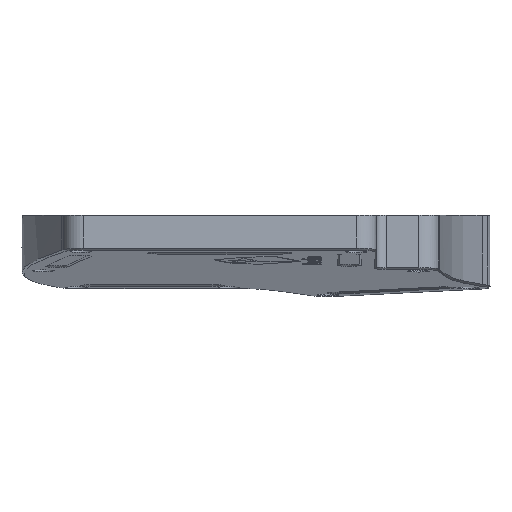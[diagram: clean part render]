
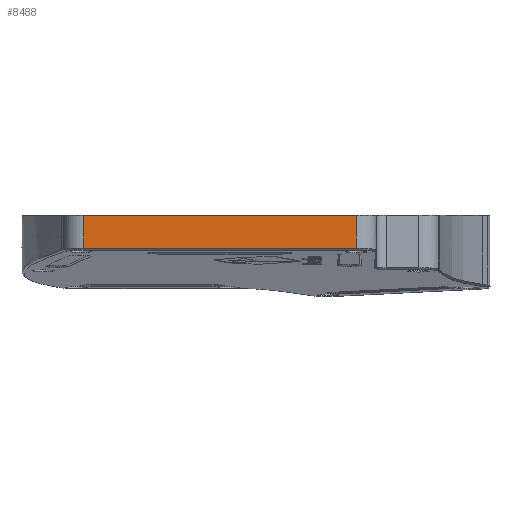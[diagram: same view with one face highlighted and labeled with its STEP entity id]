
A CAD part, left-side view. The second image highlights one B-rep face of the part: STEP entity #8488.
In plain terms, the highlighted planar face has unit normal (-1, 0, 0).
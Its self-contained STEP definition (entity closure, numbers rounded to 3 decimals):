
#655=PLANE('',#8840);
#1011=FACE_OUTER_BOUND('',#1515,.T.);
#1515=EDGE_LOOP('',(#7013,#7014,#7015,#7016));
#2112=LINE('',#14815,#2784);
#2135=LINE('',#15306,#2807);
#2136=LINE('',#15316,#2808);
#2137=LINE('',#15317,#2809);
#2784=VECTOR('',#9803,10.);
#2807=VECTOR('',#9844,10.);
#2808=VECTOR('',#9847,10.);
#2809=VECTOR('',#9848,10.);
#3860=VERTEX_POINT('',#14804);
#3861=VERTEX_POINT('',#14813);
#3893=VERTEX_POINT('',#15305);
#3894=VERTEX_POINT('',#15315);
#4946=EDGE_CURVE('',#3860,#3861,#2112,.T.);
#4996=EDGE_CURVE('',#3893,#3861,#2135,.T.);
#4998=EDGE_CURVE('',#3894,#3860,#2136,.T.);
#4999=EDGE_CURVE('',#3894,#3893,#2137,.T.);
#7013=ORIENTED_EDGE('',*,*,#4946,.F.);
#7014=ORIENTED_EDGE('',*,*,#4998,.F.);
#7015=ORIENTED_EDGE('',*,*,#4999,.T.);
#7016=ORIENTED_EDGE('',*,*,#4996,.T.);
#8488=ADVANCED_FACE('',(#1011),#655,.T.);
#8840=AXIS2_PLACEMENT_3D('',#15314,#9845,#9846);
#9803=DIRECTION('',(0.,1.,0.));
#9844=DIRECTION('',(0.,0.,-1.));
#9845=DIRECTION('center_axis',(-1.,0.,0.));
#9846=DIRECTION('ref_axis',(0.,1.,0.));
#9847=DIRECTION('',(0.,0.,-1.));
#9848=DIRECTION('',(0.,1.,0.));
#14804=CARTESIAN_POINT('',(-11.316,-76.873,-9.8));
#14813=CARTESIAN_POINT('',(-11.316,4.627,-9.8));
#14815=CARTESIAN_POINT('',(-11.316,-61.927,-9.8));
#15305=CARTESIAN_POINT('',(-11.316,4.627,0.));
#15306=CARTESIAN_POINT('',(-11.316,4.627,0.));
#15314=CARTESIAN_POINT('Origin',(-11.316,-76.873,0.));
#15315=CARTESIAN_POINT('',(-11.316,-76.873,0.));
#15316=CARTESIAN_POINT('',(-11.316,-76.873,0.));
#15317=CARTESIAN_POINT('',(-11.316,-21.177,0.));
